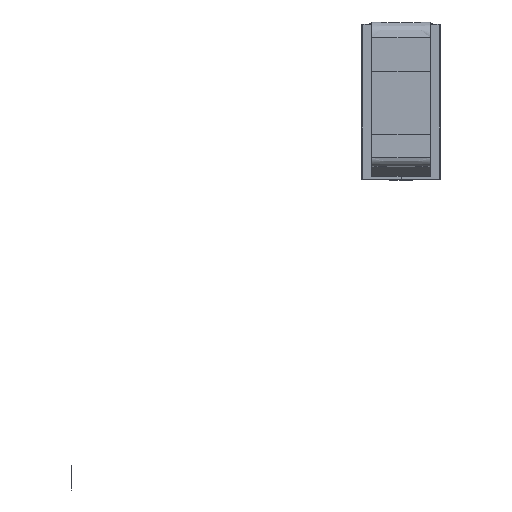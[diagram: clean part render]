
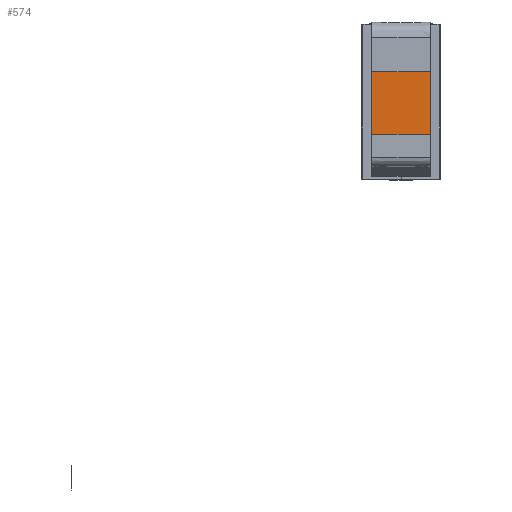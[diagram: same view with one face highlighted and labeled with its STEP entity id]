
A CAD part, top view. The second image highlights one B-rep face of the part: STEP entity #574.
In plain terms, the highlighted planar face has unit normal (0, 0, 1).
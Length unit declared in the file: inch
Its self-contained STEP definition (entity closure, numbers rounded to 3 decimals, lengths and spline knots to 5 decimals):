
#574=ADVANCED_FACE('',(#1139),#856,.T.);
#856=PLANE('',#7545);
#1139=FACE_OUTER_BOUND('',#1546,.T.);
#1546=EDGE_LOOP('',(#3398,#3399,#3400,#3401));
#3398=ORIENTED_EDGE('',*,*,#5595,.F.);
#3399=ORIENTED_EDGE('',*,*,#5582,.F.);
#3400=ORIENTED_EDGE('',*,*,#5596,.F.);
#3401=ORIENTED_EDGE('',*,*,#5525,.F.);
#4686=VERTEX_POINT('',#11744);
#4687=VERTEX_POINT('',#11746);
#4715=VERTEX_POINT('',#11889);
#4741=VERTEX_POINT('',#12024);
#5525=EDGE_CURVE('',#4686,#4687,#6319,.T.);
#5582=EDGE_CURVE('',#4741,#4715,#6358,.T.);
#5595=EDGE_CURVE('',#4715,#4686,#6371,.T.);
#5596=EDGE_CURVE('',#4687,#4741,#6372,.T.);
#6319=LINE('',#11745,#6868);
#6358=LINE('',#12025,#6907);
#6371=LINE('',#12090,#6925);
#6372=LINE('',#12092,#6926);
#6868=VECTOR('',#8882,1.);
#6907=VECTOR('',#8925,1.);
#6925=VECTOR('',#8959,1.);
#6926=VECTOR('',#8962,1.);
#7545=AXIS2_PLACEMENT_3D('',#12093,#8963,#8964);
#8882=DIRECTION('',(0.,1.,0.));
#8925=DIRECTION('',(0.,-1.,0.));
#8959=DIRECTION('',(-1.,0.,0.));
#8962=DIRECTION('',(1.,0.,0.));
#8963=DIRECTION('',(0.,0.,1.));
#8964=DIRECTION('',(1.,0.,0.));
#11744=CARTESIAN_POINT('',(4.40652,0.46499,0.59389));
#11745=CARTESIAN_POINT('',(4.40652,0.76449,0.59389));
#11746=CARTESIAN_POINT('',(4.40652,1.06399,0.59389));
#11889=CARTESIAN_POINT('',(4.96902,0.46499,0.59389));
#12024=CARTESIAN_POINT('',(4.96902,1.06399,0.59389));
#12025=CARTESIAN_POINT('',(4.96902,0.76449,0.59389));
#12090=CARTESIAN_POINT('',(4.68777,0.46499,0.59389));
#12092=CARTESIAN_POINT('',(4.68777,1.06399,0.59389));
#12093=CARTESIAN_POINT('',(4.68777,0.76449,0.59389));
